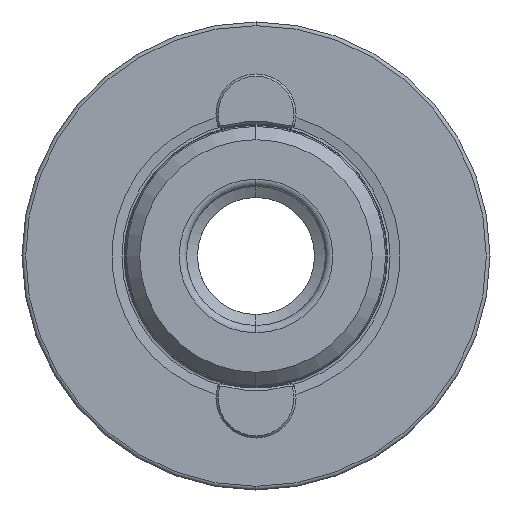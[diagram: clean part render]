
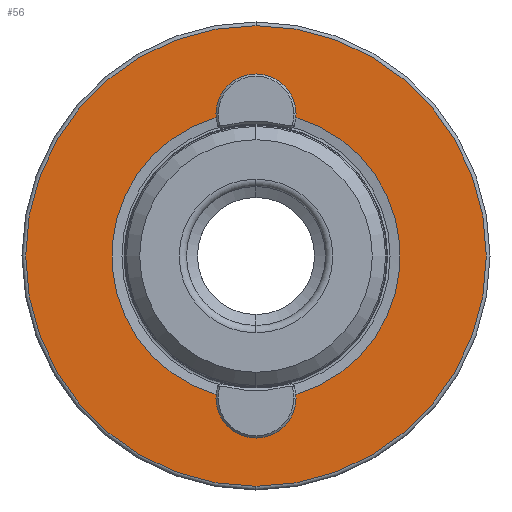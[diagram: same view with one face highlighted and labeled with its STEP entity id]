
A CAD part, left-side view. The second image highlights one B-rep face of the part: STEP entity #56.
In plain terms, the highlighted planar face has unit normal (-1, 0, 0).
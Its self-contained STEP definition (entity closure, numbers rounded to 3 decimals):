
#56 = ADVANCED_FACE ( 'NONE', ( #1304, #1308 ), #370, .F. ) ;
#106 = EDGE_CURVE ( 'NONE', #4168, #3778, #1263, .T. ) ;
#123 = AXIS2_PLACEMENT_3D ( 'NONE', #3834, #3825, #3811 ) ;
#136 = EDGE_CURVE ( 'NONE', #3931, #3911, #1229, .T. ) ;
#186 = EDGE_CURVE ( 'NONE', #3272, #3046, #1233, .T. ) ;
#204 = CARTESIAN_POINT ( 'NONE',  ( 0., 2.305, 19.58 ) ) ;
#247 = CIRCLE ( 'NONE', #1200, 3. ) ;
#370 = PLANE ( 'NONE',  #3747 ) ;
#371 = CIRCLE ( 'NONE', #1532, 19.715 ) ;
#391 = AXIS2_PLACEMENT_3D ( 'NONE', #1662, #1382, #1493 ) ;
#412 = CARTESIAN_POINT ( 'NONE',  ( 0., 0., -19.715 ) ) ;
#443 = DIRECTION ( 'NONE',  ( 1., 0., 0. ) ) ;
#454 = DIRECTION ( 'NONE',  ( 0., 0., -1. ) ) ;
#828 = CARTESIAN_POINT ( 'NONE',  ( 0., 0., 21.5 ) ) ;
#836 = DIRECTION ( 'NONE',  ( -1., 0., 0. ) ) ;
#840 = DIRECTION ( 'NONE',  ( 0., 0., 1. ) ) ;
#930 = CARTESIAN_POINT ( 'NONE',  ( 0., 0., 0. ) ) ;
#977 = DIRECTION ( 'NONE',  ( -1., 0., 0. ) ) ;
#990 = DIRECTION ( 'NONE',  ( 0., 0., 1. ) ) ;
#1104 = CARTESIAN_POINT ( 'NONE',  ( 0., 0., 0. ) ) ;
#1108 = DIRECTION ( 'NONE',  ( -1., 0., 0. ) ) ;
#1118 = DIRECTION ( 'NONE',  ( 0., 0., 1. ) ) ;
#1182 = CARTESIAN_POINT ( 'NONE',  ( 0., 2.305, -19.58 ) ) ;
#1200 = AXIS2_PLACEMENT_3D ( 'NONE', #1843, #1835, #1828 ) ;
#1229 = CIRCLE ( 'NONE', #3577, 31.5 ) ;
#1233 = CIRCLE ( 'NONE', #3544, 19.715 ) ;
#1263 = CIRCLE ( 'NONE', #3608, 3. ) ;
#1304 = FACE_BOUND ( 'NONE', #3142, .T. ) ;
#1308 = FACE_OUTER_BOUND ( 'NONE', #3191, .T. ) ;
#1315 = EDGE_CURVE ( 'NONE', #3778, #3656, #371, .T. ) ;
#1382 = DIRECTION ( 'NONE',  ( -1., 0., 0. ) ) ;
#1461 = DIRECTION ( 'NONE',  ( 0., 0., 1. ) ) ;
#1479 = DIRECTION ( 'NONE',  ( -1., 0., 0. ) ) ;
#1484 = CARTESIAN_POINT ( 'NONE',  ( 0., 0., -21.5 ) ) ;
#1493 = DIRECTION ( 'NONE',  ( 0., 0., 1. ) ) ;
#1532 = AXIS2_PLACEMENT_3D ( 'NONE', #3321, #3309, #3303 ) ;
#1629 = EDGE_CURVE ( 'NONE', #3046, #4168, #247, .T. ) ;
#1662 = CARTESIAN_POINT ( 'NONE',  ( 0., 0., -21.5 ) ) ;
#1828 = DIRECTION ( 'NONE',  ( 0., 0., 1. ) ) ;
#1835 = DIRECTION ( 'NONE',  ( -1., 0., 0. ) ) ;
#1843 = CARTESIAN_POINT ( 'NONE',  ( 0., 0., 21.5 ) ) ;
#1962 = CIRCLE ( 'NONE', #3764, 3. ) ;
#2074 = ORIENTED_EDGE ( 'NONE', *, *, #136, .T. ) ;
#2084 = ORIENTED_EDGE ( 'NONE', *, *, #2818, .T. ) ;
#2087 = ORIENTED_EDGE ( 'NONE', *, *, #3560, .F. ) ;
#2091 = ORIENTED_EDGE ( 'NONE', *, *, #2436, .F. ) ;
#2096 = ORIENTED_EDGE ( 'NONE', *, *, #186, .F. ) ;
#2106 = ORIENTED_EDGE ( 'NONE', *, *, #1629, .F. ) ;
#2111 = ORIENTED_EDGE ( 'NONE', *, *, #106, .F. ) ;
#2121 = ORIENTED_EDGE ( 'NONE', *, *, #1315, .F. ) ;
#2436 = EDGE_CURVE ( 'NONE', #3163, #3272, #3102, .T. ) ;
#2577 = CARTESIAN_POINT ( 'NONE',  ( 0., -2.305, -19.58 ) ) ;
#2635 = CARTESIAN_POINT ( 'NONE',  ( 0., 0., 24.5 ) ) ;
#2818 = EDGE_CURVE ( 'NONE', #3911, #3931, #3463, .T. ) ;
#2859 = CARTESIAN_POINT ( 'NONE',  ( 0., 0., -24.5 ) ) ;
#3046 = VERTEX_POINT ( 'NONE', #3358 ) ;
#3102 = CIRCLE ( 'NONE', #391, 3. ) ;
#3142 = EDGE_LOOP ( 'NONE', ( #2121, #2111, #2106, #2096, #2091, #2087 ) ) ;
#3163 = VERTEX_POINT ( 'NONE', #2859 ) ;
#3191 = EDGE_LOOP ( 'NONE', ( #2084, #2074 ) ) ;
#3272 = VERTEX_POINT ( 'NONE', #2577 ) ;
#3303 = DIRECTION ( 'NONE',  ( 0., 0., 1. ) ) ;
#3309 = DIRECTION ( 'NONE',  ( -1., 0., 0. ) ) ;
#3321 = CARTESIAN_POINT ( 'NONE',  ( 0., 0., 0. ) ) ;
#3358 = CARTESIAN_POINT ( 'NONE',  ( 0., -2.305, 19.58 ) ) ;
#3429 = CARTESIAN_POINT ( 'NONE',  ( 0., 0., -31.5 ) ) ;
#3463 = CIRCLE ( 'NONE', #123, 31.5 ) ;
#3544 = AXIS2_PLACEMENT_3D ( 'NONE', #1104, #1108, #1118 ) ;
#3560 = EDGE_CURVE ( 'NONE', #3656, #3163, #1962, .T. ) ;
#3577 = AXIS2_PLACEMENT_3D ( 'NONE', #930, #977, #990 ) ;
#3608 = AXIS2_PLACEMENT_3D ( 'NONE', #828, #836, #840 ) ;
#3656 = VERTEX_POINT ( 'NONE', #1182 ) ;
#3747 = AXIS2_PLACEMENT_3D ( 'NONE', #412, #443, #454 ) ;
#3764 = AXIS2_PLACEMENT_3D ( 'NONE', #1484, #1479, #1461 ) ;
#3778 = VERTEX_POINT ( 'NONE', #204 ) ;
#3811 = DIRECTION ( 'NONE',  ( 0., 0., 1. ) ) ;
#3825 = DIRECTION ( 'NONE',  ( -1., 0., 0. ) ) ;
#3834 = CARTESIAN_POINT ( 'NONE',  ( 0., 0., 0. ) ) ;
#3911 = VERTEX_POINT ( 'NONE', #4292 ) ;
#3931 = VERTEX_POINT ( 'NONE', #3429 ) ;
#4168 = VERTEX_POINT ( 'NONE', #2635 ) ;
#4292 = CARTESIAN_POINT ( 'NONE',  ( 0., 0., 31.5 ) ) ;
